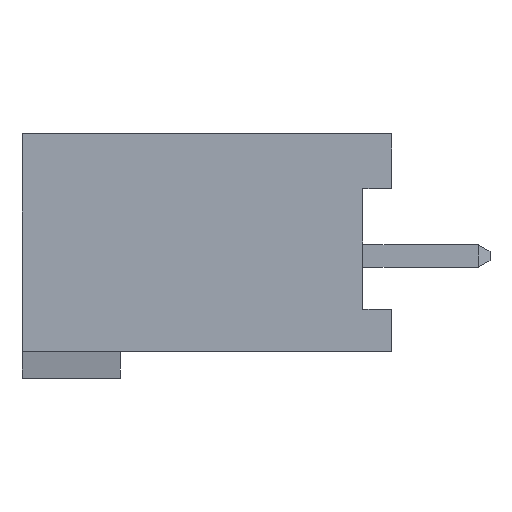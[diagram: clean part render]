
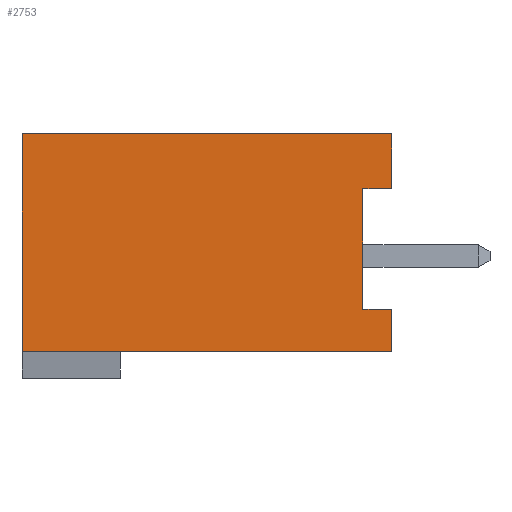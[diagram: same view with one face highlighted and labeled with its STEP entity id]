
A CAD part, left-side view. The second image highlights one B-rep face of the part: STEP entity #2753.
In plain terms, the highlighted planar face has unit normal (-1, 0, 0).
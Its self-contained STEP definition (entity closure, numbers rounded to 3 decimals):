
#717=DIRECTION('',(0.,-1.,0.));
#718=VECTOR('',#717,10.9);
#719=CARTESIAN_POINT('',(-6.755,5.45,-2.815));
#720=LINE('',#719,#718);
#721=DIRECTION('',(0.,0.,1.));
#722=VECTOR('',#721,6.42);
#723=CARTESIAN_POINT('',(-6.755,5.45,-2.815));
#724=LINE('',#723,#722);
#725=DIRECTION('',(0.,1.,0.));
#726=VECTOR('',#725,0.85);
#727=CARTESIAN_POINT('',(-6.755,-5.45,1.985));
#728=LINE('',#727,#726);
#729=DIRECTION('',(0.,0.,1.));
#730=VECTOR('',#729,3.56);
#731=CARTESIAN_POINT('',(-6.755,-4.6,-1.575));
#732=LINE('',#731,#730);
#733=DIRECTION('',(0.,1.,0.));
#734=VECTOR('',#733,0.85);
#735=CARTESIAN_POINT('',(-6.755,-5.45,-1.575));
#736=LINE('',#735,#734);
#741=DIRECTION('',(0.,-1.,0.));
#742=VECTOR('',#741,10.9);
#743=CARTESIAN_POINT('',(-6.755,5.45,3.605));
#744=LINE('',#743,#742);
#765=DIRECTION('',(0.,0.,1.));
#766=VECTOR('',#765,1.62);
#767=CARTESIAN_POINT('',(-6.755,-5.45,1.985));
#768=LINE('',#767,#766);
#785=DIRECTION('',(0.,0.,1.));
#786=VECTOR('',#785,1.24);
#787=CARTESIAN_POINT('',(-6.755,-5.45,-2.815));
#788=LINE('',#787,#786);
#1321=CARTESIAN_POINT('',(-6.755,5.45,3.605));
#1322=CARTESIAN_POINT('',(-6.755,-5.45,3.605));
#1323=VERTEX_POINT('',#1321);
#1324=VERTEX_POINT('',#1322);
#1341=CARTESIAN_POINT('',(-6.755,-5.45,-1.575));
#1342=CARTESIAN_POINT('',(-6.755,-4.6,-1.575));
#1343=VERTEX_POINT('',#1341);
#1344=VERTEX_POINT('',#1342);
#1345=CARTESIAN_POINT('',(-6.755,-4.6,1.985));
#1346=VERTEX_POINT('',#1345);
#1347=CARTESIAN_POINT('',(-6.755,-5.45,1.985));
#1348=VERTEX_POINT('',#1347);
#1431=CARTESIAN_POINT('',(-6.755,5.45,-2.815));
#1432=CARTESIAN_POINT('',(-6.755,-5.45,-2.815));
#1433=VERTEX_POINT('',#1431);
#1434=VERTEX_POINT('',#1432);
#2734=CARTESIAN_POINT('',(-6.755,5.45,-3.605));
#2735=DIRECTION('',(-1.,0.,0.));
#2736=DIRECTION('',(0.,-1.,0.));
#2737=AXIS2_PLACEMENT_3D('',#2734,#2735,#2736);
#2738=PLANE('',#2737);
#2739=ORIENTED_EDGE('',*,*,#1947,.F.);
#2740=ORIENTED_EDGE('',*,*,#1827,.T.);
#2742=ORIENTED_EDGE('',*,*,#2741,.T.);
#2744=ORIENTED_EDGE('',*,*,#2743,.F.);
#2745=ORIENTED_EDGE('',*,*,#2713,.T.);
#2746=ORIENTED_EDGE('',*,*,#2414,.F.);
#2748=ORIENTED_EDGE('',*,*,#2747,.F.);
#2750=ORIENTED_EDGE('',*,*,#2749,.F.);
#2751=EDGE_LOOP('',(#2739,#2740,#2742,#2744,#2745,#2746,#2748,#2750));
#2752=FACE_OUTER_BOUND('',#2751,.F.);
#2753=ADVANCED_FACE('',(#2752),#2738,.T.);
#1827=EDGE_CURVE('',#1433,#1323,#724,.T.);
#1947=EDGE_CURVE('',#1433,#1434,#720,.T.);
#2414=EDGE_CURVE('',#1344,#1346,#732,.T.);
#2713=EDGE_CURVE('',#1348,#1346,#728,.T.);
#2741=EDGE_CURVE('',#1323,#1324,#744,.T.);
#2743=EDGE_CURVE('',#1348,#1324,#768,.T.);
#2747=EDGE_CURVE('',#1343,#1344,#736,.T.);
#2749=EDGE_CURVE('',#1434,#1343,#788,.T.);
